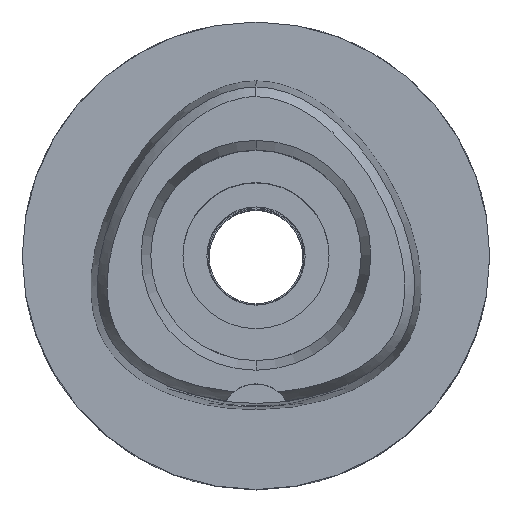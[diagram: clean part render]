
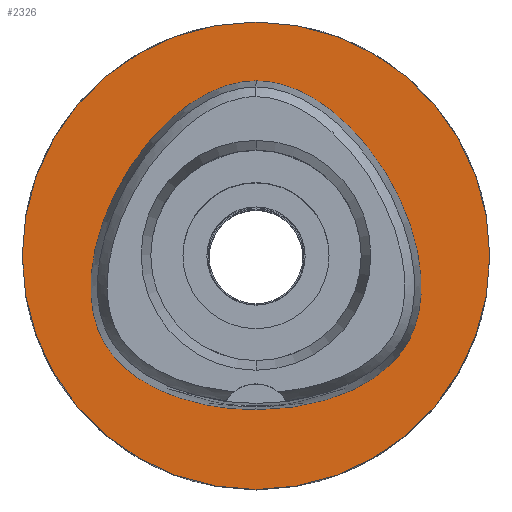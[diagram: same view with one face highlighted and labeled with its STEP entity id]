
A CAD part, top view. The second image highlights one B-rep face of the part: STEP entity #2326.
In plain terms, the highlighted planar face has unit normal (0, 0, 1).
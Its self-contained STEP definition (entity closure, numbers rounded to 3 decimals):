
#307=CARTESIAN_POINT('',(0.,0.,0.));
#308=DIRECTION('',(0.,0.,-1.));
#309=DIRECTION('',(0.,-1.,0.));
#310=AXIS2_PLACEMENT_3D('',#307,#308,#309);
#315=CARTESIAN_POINT('',(0.,0.,0.));
#316=DIRECTION('',(0.,0.,-1.));
#317=DIRECTION('',(0.,1.,0.));
#318=AXIS2_PLACEMENT_3D('',#315,#316,#317);
#323=CARTESIAN_POINT('',(0.,-13.163,
0.));
#324=CARTESIAN_POINT('',(0.586,-13.163,
0.));
#325=CARTESIAN_POINT('',(1.735,-13.118,
0.));
#326=CARTESIAN_POINT('',(3.411,-12.925,
0.));
#327=CARTESIAN_POINT('',(4.988,-12.618,
0.));
#328=CARTESIAN_POINT('',(6.431,-12.216,0.));
#329=CARTESIAN_POINT('',(7.719,-11.741,0.));
#330=CARTESIAN_POINT('',(8.85,-11.213,0.));
#331=CARTESIAN_POINT('',(9.835,-10.645,0.));
#332=CARTESIAN_POINT('',(10.681,-10.051,0.));
#333=CARTESIAN_POINT('',(11.407,-9.434,0.));
#334=CARTESIAN_POINT('',(12.02,-8.804,0.));
#335=CARTESIAN_POINT('',(12.537,-8.156,0.));
#336=CARTESIAN_POINT('',(12.973,-7.483,0.));
#337=CARTESIAN_POINT('',(13.335,-6.773,0.));
#338=CARTESIAN_POINT('',(13.635,-6.004,0.));
#339=CARTESIAN_POINT('',(13.873,-5.162,0.));
#340=CARTESIAN_POINT('',(14.045,-4.225,0.));
#341=CARTESIAN_POINT('',(14.137,-3.193,0.));
#342=CARTESIAN_POINT('',(14.136,-2.056,0.));
#343=CARTESIAN_POINT('',(14.027,-0.809,0.));
#344=CARTESIAN_POINT('',(13.793,0.546,0.));
#345=CARTESIAN_POINT('',(13.419,1.997,0.));
#346=CARTESIAN_POINT('',(12.896,3.518,0.));
#347=CARTESIAN_POINT('',(12.221,5.073,0.));
#348=CARTESIAN_POINT('',(11.408,6.611,0.));
#349=CARTESIAN_POINT('',(10.481,8.081,0.));
#350=CARTESIAN_POINT('',(9.47,9.439,0.));
#351=CARTESIAN_POINT('',(8.415,10.648,0.));
#352=CARTESIAN_POINT('',(7.345,11.694,0.));
#353=CARTESIAN_POINT('',(6.291,12.569,0.));
#354=CARTESIAN_POINT('',(5.267,13.283,0.));
#355=CARTESIAN_POINT('',(4.285,13.849,0.));
#356=CARTESIAN_POINT('',(3.347,14.282,0.));
#357=CARTESIAN_POINT('',(2.453,14.6,
0.));
#358=CARTESIAN_POINT('',(1.599,14.815,0.));
#359=CARTESIAN_POINT('',(0.782,14.937,
0.));
#360=CARTESIAN_POINT('',(0.257,14.963,
0.));
#361=CARTESIAN_POINT('',(0.,14.963,
0.));
#366=CARTESIAN_POINT('',(0.,14.963,
0.));
#367=CARTESIAN_POINT('',(-0.256,14.963,
0.));
#368=CARTESIAN_POINT('',(-0.779,14.937,
0.));
#369=CARTESIAN_POINT('',(-1.592,14.816,
0.));
#370=CARTESIAN_POINT('',(-2.443,14.603,
0.));
#371=CARTESIAN_POINT('',(-3.336,14.287,0.));
#372=CARTESIAN_POINT('',(-4.274,13.854,0.));
#373=CARTESIAN_POINT('',(-5.258,13.289,0.));
#374=CARTESIAN_POINT('',(-6.284,12.574,0.));
#375=CARTESIAN_POINT('',(-7.343,11.697,0.));
#376=CARTESIAN_POINT('',(-8.415,10.648,0.));
#377=CARTESIAN_POINT('',(-9.475,9.433,0.));
#378=CARTESIAN_POINT('',(-10.488,8.07,0.));
#379=CARTESIAN_POINT('',(-11.417,6.596,0.));
#380=CARTESIAN_POINT('',(-12.23,5.054,0.));
#381=CARTESIAN_POINT('',(-12.905,3.495,0.));
#382=CARTESIAN_POINT('',(-13.427,1.97,0.));
#383=CARTESIAN_POINT('',(-13.8,0.516,0.));
#384=CARTESIAN_POINT('',(-14.031,-0.839,0.));
#385=CARTESIAN_POINT('',(-14.137,-2.086,0.));
#386=CARTESIAN_POINT('',(-14.135,-3.221,0.));
#387=CARTESIAN_POINT('',(-14.041,-4.25,0.));
#388=CARTESIAN_POINT('',(-13.869,-5.181,0.));
#389=CARTESIAN_POINT('',(-13.628,-6.027,0.));
#390=CARTESIAN_POINT('',(-13.327,-6.791,0.));
#391=CARTESIAN_POINT('',(-12.97,-7.487,0.));
#392=CARTESIAN_POINT('',(-12.546,-8.144,0.));
#393=CARTESIAN_POINT('',(-12.034,-8.787,0.));
#394=CARTESIAN_POINT('',(-11.423,-9.419,0.));
#395=CARTESIAN_POINT('',(-10.704,-10.034,0.));
#396=CARTESIAN_POINT('',(-9.859,-10.63,0.));
#397=CARTESIAN_POINT('',(-8.877,-11.199,0.));
#398=CARTESIAN_POINT('',(-7.745,-11.731,0.));
#399=CARTESIAN_POINT('',(-6.455,-12.208,0.));
#400=CARTESIAN_POINT('',(-5.01,-12.613,
0.));
#401=CARTESIAN_POINT('',(-3.428,-12.923,
0.));
#402=CARTESIAN_POINT('',(-1.738,-13.118,
0.));
#403=CARTESIAN_POINT('',(-0.586,-13.163,
0.));
#404=CARTESIAN_POINT('',(0.,-13.163,
0.));
#1571=VERTEX_POINT('',#366);
#1572=VERTEX_POINT('',#404);
#1577=CARTESIAN_POINT('',(0.,-20.,0.));
#1578=CARTESIAN_POINT('',(0.,20.,0.));
#1579=VERTEX_POINT('',#1577);
#1580=VERTEX_POINT('',#1578);
#2310=CARTESIAN_POINT('',(0.,0.,0.));
#2311=DIRECTION('',(0.,0.,-1.));
#2312=DIRECTION('',(0.,-1.,0.));
#2313=AXIS2_PLACEMENT_3D('',#2310,#2311,#2312);
#2314=PLANE('',#2313);
#2316=ORIENTED_EDGE('',*,*,#2315,.T.);
#2318=ORIENTED_EDGE('',*,*,#2317,.T.);
#2319=EDGE_LOOP('',(#2316,#2318));
#2320=FACE_OUTER_BOUND('',#2319,.F.);
#2322=ORIENTED_EDGE('',*,*,#2321,.T.);
#2323=ORIENTED_EDGE('',*,*,#2293,.T.);
#2324=EDGE_LOOP('',(#2322,#2323));
#2325=FACE_BOUND('',#2324,.F.);
#311=CIRCLE('',#310,20.);
#319=CIRCLE('',#318,20.);
#362=B_SPLINE_CURVE_WITH_KNOTS('',3,(#323,#324,#325,#326,#327,#328,#329,#330,
#331,#332,#333,#334,#335,#336,#337,#338,#339,#340,#341,#342,#343,#344,#345,#346,
#347,#348,#349,#350,#351,#352,#353,#354,#355,#356,#357,#358,#359,#360,#361),
.UNSPECIFIED.,.F.,.F.,(4,1,1,1,1,1,1,1,1,1,1,1,1,1,1,1,1,1,1,1,1,1,1,1,1,1,1,1,
1,1,1,1,1,1,1,1,4),(0.,0.028,0.056,0.083,
0.111,0.139,0.167,0.194,
0.222,0.25,0.278,0.306,0.333,
0.361,0.389,0.417,0.444,
0.472,0.5,0.528,0.556,0.583,
0.611,0.639,0.667,0.694,
0.722,0.75,0.778,0.806,0.833,
0.861,0.889,0.917,0.944,
0.972,1.),.UNSPECIFIED.);
#405=B_SPLINE_CURVE_WITH_KNOTS('',3,(#366,#367,#368,#369,#370,#371,#372,#373,
#374,#375,#376,#377,#378,#379,#380,#381,#382,#383,#384,#385,#386,#387,#388,#389,
#390,#391,#392,#393,#394,#395,#396,#397,#398,#399,#400,#401,#402,#403,#404),
.UNSPECIFIED.,.F.,.F.,(4,1,1,1,1,1,1,1,1,1,1,1,1,1,1,1,1,1,1,1,1,1,1,1,1,1,1,1,
1,1,1,1,1,1,1,1,4),(0.,0.028,0.056,0.083,
0.111,0.139,0.167,0.194,
0.222,0.25,0.278,0.306,0.333,
0.361,0.389,0.417,0.444,
0.472,0.5,0.528,0.556,0.583,
0.611,0.639,0.667,0.694,
0.722,0.75,0.778,0.806,0.833,
0.861,0.889,0.917,0.944,
0.972,1.),.UNSPECIFIED.);
#2293=EDGE_CURVE('',#1571,#1572,#405,.T.);
#2315=EDGE_CURVE('',#1579,#1580,#311,.T.);
#2317=EDGE_CURVE('',#1580,#1579,#319,.T.);
#2321=EDGE_CURVE('',#1572,#1571,#362,.T.);
#2326=ADVANCED_FACE('',(#2320,#2325),#2314,.F.);
